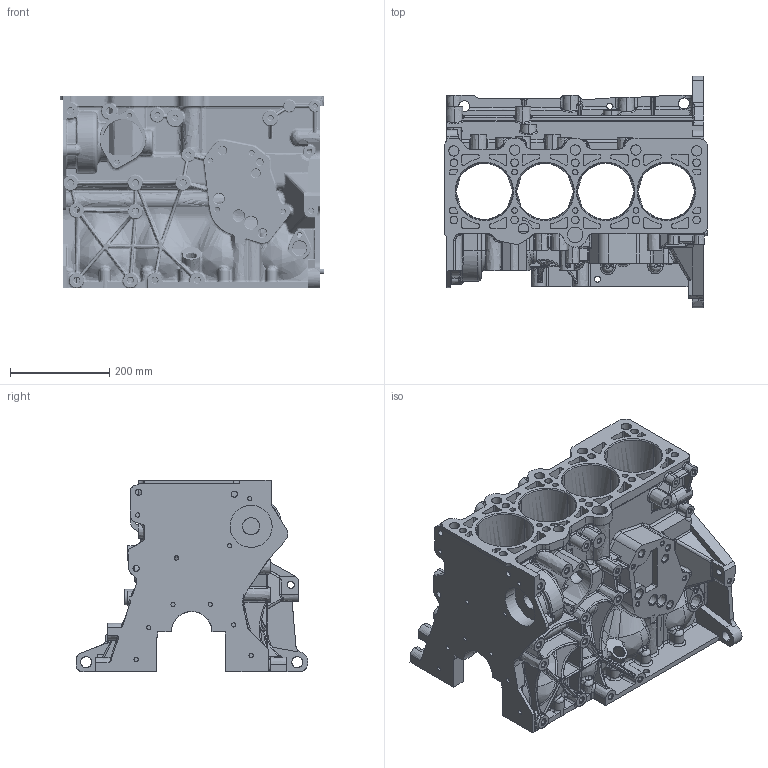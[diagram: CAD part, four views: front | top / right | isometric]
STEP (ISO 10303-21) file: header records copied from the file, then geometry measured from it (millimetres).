
FILE_DESCRIPTION(('FreeCAD Model'),'2;1');
FILE_NAME('Open CASCADE Shape Model','2025-04-17T07:00:24',('FreeCAD'),( 'FreeCAD'),'Open CASCADE STEP processor 7.6','FreeCAD','Unknown');
FILE_SCHEMA(('AUTOMOTIVE_DESIGN { 1 0 10303 214 1 1 1 1 }'));
Products named in the file (1): Open CASCADE STEP translator 7.6 1
Bounding box: 530.46 x 466.13 x 385.44 mm (x, y, z)
Volume: 21384971.9 mm3; surface area: 2164909.3 mm2
Topology: 1 solids, 7 shells, 2894 faces, 7175 edges, 4334 vertices
Faces by surface type: bspline 2894
Entity records: 118490 total; most frequent: CARTESIAN_POINT 79221, ORIENTED_EDGE 14162, EDGE_CURVE 7081, VERTEX_POINT 4335, B_SPLINE_CURVE_WITH_KNOTS 3889, FACE_BOUND 3085, EDGE_LOOP 3085, ADVANCED_FACE 2894
